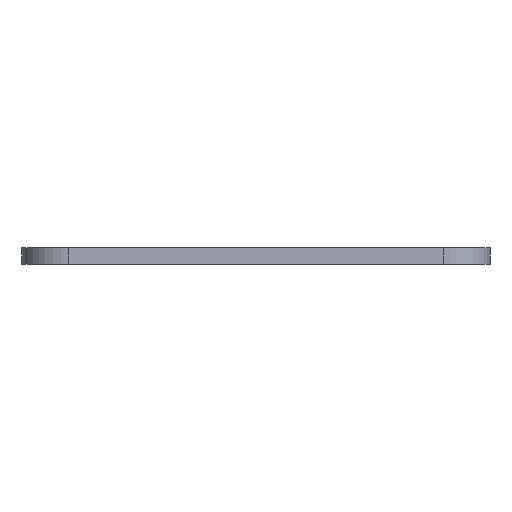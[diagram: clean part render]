
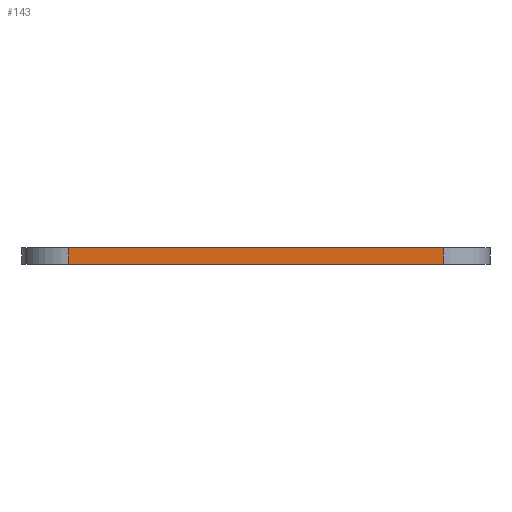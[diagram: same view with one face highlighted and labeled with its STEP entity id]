
A CAD part, left-side view. The second image highlights one B-rep face of the part: STEP entity #143.
In plain terms, the highlighted planar face has unit normal (-1, 0, 0).
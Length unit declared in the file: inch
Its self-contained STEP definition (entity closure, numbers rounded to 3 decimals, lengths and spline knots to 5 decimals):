
#143 = ADVANCED_FACE ( 'NONE', ( #1361 ), #1003, .T. ) ;
#151 = VECTOR ( 'NONE', #1295, 39.37008 ) ;
#164 = EDGE_CURVE ( 'NONE', #1278, #1399, #444, .T. ) ;
#185 = EDGE_LOOP ( 'NONE', ( #542, #694, #656, #292 ) ) ;
#192 = CARTESIAN_POINT ( 'NONE',  ( -3.10238, 0.82379, 0.49683 ) ) ;
#292 = ORIENTED_EDGE ( 'NONE', *, *, #418, .T. ) ;
#296 = DIRECTION ( 'NONE',  ( 0., -1., 0. ) ) ;
#298 = DIRECTION ( 'NONE',  ( 0., 1., 0. ) ) ;
#418 = EDGE_CURVE ( 'NONE', #791, #1399, #1418, .T. ) ;
#444 = LINE ( 'NONE', #792, #966 ) ;
#542 = ORIENTED_EDGE ( 'NONE', *, *, #164, .F. ) ;
#563 = DIRECTION ( 'NONE',  ( 0., -1., 0. ) ) ;
#580 = EDGE_CURVE ( 'NONE', #1278, #1443, #797, .T. ) ;
#588 = CARTESIAN_POINT ( 'NONE',  ( -3.10238, -1.17621, 0.49683 ) ) ;
#656 = ORIENTED_EDGE ( 'NONE', *, *, #1231, .F. ) ;
#694 = ORIENTED_EDGE ( 'NONE', *, *, #580, .T. ) ;
#760 = LINE ( 'NONE', #989, #1326 ) ;
#791 = VERTEX_POINT ( 'NONE', #588 ) ;
#792 = CARTESIAN_POINT ( 'NONE',  ( -3.10238, 0., 0.58683 ) ) ;
#797 = LINE ( 'NONE', #1503, #151 ) ;
#887 = CARTESIAN_POINT ( 'NONE',  ( -3.10238, 0., -2.54338 ) ) ;
#951 = AXIS2_PLACEMENT_3D ( 'NONE', #887, #1370, #296 ) ;
#966 = VECTOR ( 'NONE', #563, 39.37008 ) ;
#989 = CARTESIAN_POINT ( 'NONE',  ( -3.10238, 0., 0.49683 ) ) ;
#1003 = PLANE ( 'NONE',  #951 ) ;
#1120 = CARTESIAN_POINT ( 'NONE',  ( -3.10238, 0.82379, 0.58683 ) ) ;
#1171 = DIRECTION ( 'NONE',  ( 0., 0., 1. ) ) ;
#1231 = EDGE_CURVE ( 'NONE', #791, #1443, #760, .T. ) ;
#1278 = VERTEX_POINT ( 'NONE', #1120 ) ;
#1283 = CARTESIAN_POINT ( 'NONE',  ( -3.10238, -1.17621, 0.58683 ) ) ;
#1295 = DIRECTION ( 'NONE',  ( 0., 0., -1. ) ) ;
#1326 = VECTOR ( 'NONE', #298, 39.37008 ) ;
#1361 = FACE_OUTER_BOUND ( 'NONE', #185, .T. ) ;
#1368 = CARTESIAN_POINT ( 'NONE',  ( -3.10238, -1.17621, 0.58683 ) ) ;
#1370 = DIRECTION ( 'NONE',  ( -1., 0., 0. ) ) ;
#1375 = VECTOR ( 'NONE', #1171, 39.37008 ) ;
#1399 = VERTEX_POINT ( 'NONE', #1368 ) ;
#1418 = LINE ( 'NONE', #1283, #1375 ) ;
#1443 = VERTEX_POINT ( 'NONE', #192 ) ;
#1503 = CARTESIAN_POINT ( 'NONE',  ( -3.10238, 0.82379, -2.54338 ) ) ;
